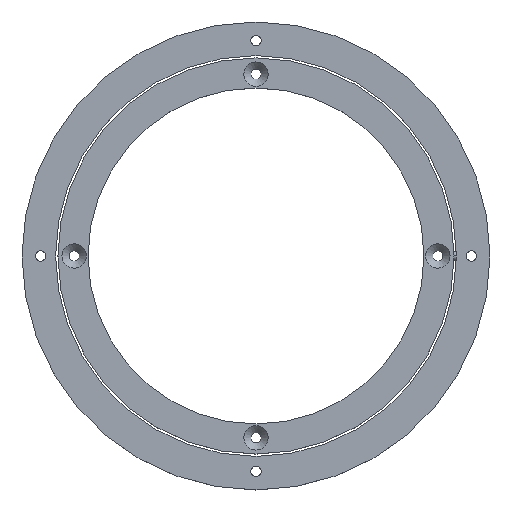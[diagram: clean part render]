
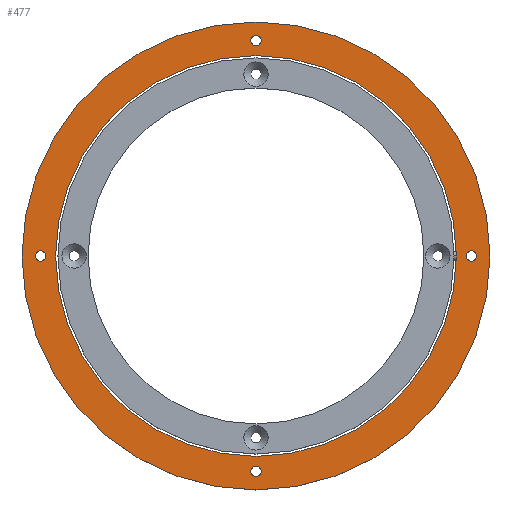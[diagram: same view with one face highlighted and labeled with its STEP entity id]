
A CAD part, top view. The second image highlights one B-rep face of the part: STEP entity #477.
In plain terms, the highlighted planar face has unit normal (0, 0, 1).
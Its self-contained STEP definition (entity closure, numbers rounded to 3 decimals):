
#51=FACE_BOUND('',#132,.T.);
#52=FACE_BOUND('',#133,.T.);
#53=FACE_BOUND('',#134,.T.);
#54=FACE_BOUND('',#135,.T.);
#55=FACE_BOUND('',#136,.T.);
#59=PLANE('',#560);
#87=FACE_OUTER_BOUND('',#131,.T.);
#131=EDGE_LOOP('',(#432));
#132=EDGE_LOOP('',(#433));
#133=EDGE_LOOP('',(#434));
#134=EDGE_LOOP('',(#435));
#135=EDGE_LOOP('',(#436));
#136=EDGE_LOOP('',(#437));
#209=CIRCLE('',#540,2.25);
#211=CIRCLE('',#544,2.25);
#213=CIRCLE('',#548,2.25);
#215=CIRCLE('',#552,2.25);
#219=CIRCLE('',#559,101.);
#220=CIRCLE('',#561,86.5);
#248=VERTEX_POINT('',#808);
#250=VERTEX_POINT('',#816);
#252=VERTEX_POINT('',#824);
#254=VERTEX_POINT('',#832);
#257=VERTEX_POINT('',#844);
#258=VERTEX_POINT('',#848);
#299=EDGE_CURVE('',#248,#248,#209,.T.);
#303=EDGE_CURVE('',#250,#250,#211,.T.);
#307=EDGE_CURVE('',#252,#252,#213,.T.);
#311=EDGE_CURVE('',#254,#254,#215,.T.);
#316=EDGE_CURVE('',#257,#257,#219,.T.);
#318=EDGE_CURVE('',#258,#258,#220,.T.);
#432=ORIENTED_EDGE('',*,*,#316,.T.);
#433=ORIENTED_EDGE('',*,*,#303,.T.);
#434=ORIENTED_EDGE('',*,*,#307,.T.);
#435=ORIENTED_EDGE('',*,*,#299,.T.);
#436=ORIENTED_EDGE('',*,*,#311,.T.);
#437=ORIENTED_EDGE('',*,*,#318,.F.);
#477=ADVANCED_FACE('',(#87,#51,#52,#53,#54,#55),#59,.T.);
#540=AXIS2_PLACEMENT_3D('',#810,#668,#669);
#544=AXIS2_PLACEMENT_3D('',#818,#678,#679);
#548=AXIS2_PLACEMENT_3D('',#826,#688,#689);
#552=AXIS2_PLACEMENT_3D('',#834,#698,#699);
#559=AXIS2_PLACEMENT_3D('',#845,#713,#714);
#560=AXIS2_PLACEMENT_3D('',#847,#716,#717);
#561=AXIS2_PLACEMENT_3D('',#849,#718,#719);
#668=DIRECTION('center_axis',(0.,0.,-1.));
#669=DIRECTION('ref_axis',(1.,0.,0.));
#678=DIRECTION('center_axis',(0.,0.,-1.));
#679=DIRECTION('ref_axis',(1.,0.,0.));
#688=DIRECTION('center_axis',(0.,0.,-1.));
#689=DIRECTION('ref_axis',(1.,0.,0.));
#698=DIRECTION('center_axis',(0.,0.,-1.));
#699=DIRECTION('ref_axis',(1.,0.,0.));
#713=DIRECTION('center_axis',(0.,0.,1.));
#714=DIRECTION('ref_axis',(1.,0.,0.));
#716=DIRECTION('center_axis',(0.,0.,1.));
#717=DIRECTION('ref_axis',(1.,0.,0.));
#718=DIRECTION('center_axis',(0.,0.,1.));
#719=DIRECTION('ref_axis',(1.,0.,0.));
#808=CARTESIAN_POINT('',(90.75,0.,4.));
#810=CARTESIAN_POINT('Origin',(93.,0.,4.));
#816=CARTESIAN_POINT('',(-2.25,-93.,4.));
#818=CARTESIAN_POINT('Origin',(0.,-93.,4.));
#824=CARTESIAN_POINT('',(-95.25,0.,4.));
#826=CARTESIAN_POINT('Origin',(-93.,0.,4.));
#832=CARTESIAN_POINT('',(-2.25,93.,4.));
#834=CARTESIAN_POINT('Origin',(0.,93.,4.));
#844=CARTESIAN_POINT('',(-101.,0.,4.));
#845=CARTESIAN_POINT('Origin',(0.,0.,4.));
#847=CARTESIAN_POINT('Origin',(86.5,0.,4.));
#848=CARTESIAN_POINT('',(-86.5,0.,4.));
#849=CARTESIAN_POINT('Origin',(0.,0.,4.));
